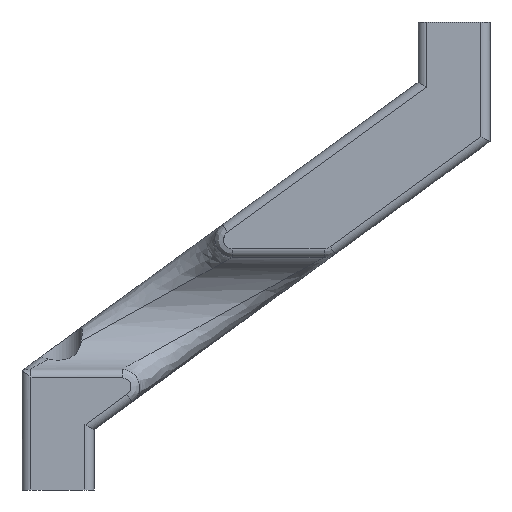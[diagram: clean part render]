
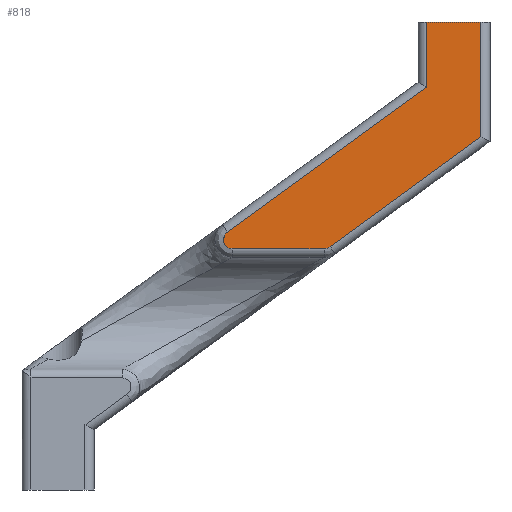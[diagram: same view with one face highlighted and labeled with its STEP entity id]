
A CAD part, front view. The second image highlights one B-rep face of the part: STEP entity #818.
In plain terms, the highlighted planar face has unit normal (0, -1, 0).
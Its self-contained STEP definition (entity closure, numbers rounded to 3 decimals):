
#27=PLANE('',#900);
#44=B_SPLINE_CURVE_WITH_KNOTS('',3,(#1616,#1617,#1618,#1619,#1620,#1621,
#1622),.UNSPECIFIED.,.F.,.F.,(4,1,1,1,4),(0.,0.037,0.055,
0.091,0.128),.UNSPECIFIED.);
#46=B_SPLINE_CURVE_WITH_KNOTS('',3,(#1655,#1656,#1657,#1658),
 .UNSPECIFIED.,.F.,.F.,(4,4),(0.,0.036),.UNSPECIFIED.);
#113=FACE_OUTER_BOUND('',#162,.T.);
#162=EDGE_LOOP('',(#737,#738,#739,#740,#741,#742,#743,#744));
#243=LINE('',#1556,#293);
#245=LINE('',#1563,#295);
#246=LINE('',#1569,#296);
#247=LINE('',#1627,#297);
#249=LINE('',#1660,#299);
#250=LINE('',#1662,#300);
#293=VECTOR('',#1025,10.);
#295=VECTOR('',#1033,10.);
#296=VECTOR('',#1040,10.);
#297=VECTOR('',#1049,10.);
#299=VECTOR('',#1055,10.);
#300=VECTOR('',#1058,10.);
#361=VERTEX_POINT('',#1553);
#362=VERTEX_POINT('',#1555);
#364=VERTEX_POINT('',#1562);
#365=VERTEX_POINT('',#1566);
#366=VERTEX_POINT('',#1568);
#368=VERTEX_POINT('',#1614);
#370=VERTEX_POINT('',#1625);
#371=VERTEX_POINT('',#1653);
#459=EDGE_CURVE('',#362,#361,#243,.T.);
#463=EDGE_CURVE('',#362,#364,#245,.T.);
#466=EDGE_CURVE('',#365,#366,#246,.T.);
#470=EDGE_CURVE('',#368,#365,#44,.T.);
#472=EDGE_CURVE('',#370,#368,#247,.T.);
#476=EDGE_CURVE('',#371,#370,#46,.T.);
#477=EDGE_CURVE('',#364,#371,#249,.T.);
#478=EDGE_CURVE('',#366,#361,#250,.T.);
#737=ORIENTED_EDGE('',*,*,#463,.F.);
#738=ORIENTED_EDGE('',*,*,#459,.T.);
#739=ORIENTED_EDGE('',*,*,#478,.F.);
#740=ORIENTED_EDGE('',*,*,#466,.F.);
#741=ORIENTED_EDGE('',*,*,#470,.F.);
#742=ORIENTED_EDGE('',*,*,#472,.F.);
#743=ORIENTED_EDGE('',*,*,#476,.F.);
#744=ORIENTED_EDGE('',*,*,#477,.F.);
#818=ADVANCED_FACE('',(#113),#27,.T.);
#900=AXIS2_PLACEMENT_3D('',#1985,#1110,#1111);
#1025=DIRECTION('',(-1.,0.,0.));
#1033=DIRECTION('',(0.,0.,-1.));
#1040=DIRECTION('',(0.809,0.,0.588));
#1049=DIRECTION('',(-1.,0.,0.));
#1055=DIRECTION('',(-0.809,0.,-0.588));
#1058=DIRECTION('',(0.,0.,1.));
#1110=DIRECTION('center_axis',(0.,-1.,0.));
#1111=DIRECTION('ref_axis',(0.,0.,-1.));
#1553=CARTESIAN_POINT('',(9.5,-50.6,13.5));
#1555=CARTESIAN_POINT('',(12.5,-50.6,13.5));
#1556=CARTESIAN_POINT('',(9.,-50.6,13.5));
#1562=CARTESIAN_POINT('',(12.5,-50.6,7.118));
#1563=CARTESIAN_POINT('',(12.5,-50.6,3.682));
#1566=CARTESIAN_POINT('',(-1.57,-50.6,1.831));
#1568=CARTESIAN_POINT('',(9.5,-50.6,9.882));
#1569=CARTESIAN_POINT('',(4.059,-50.6,5.925));
#1614=CARTESIAN_POINT('',(-1.316,-50.6,0.913));
#1616=CARTESIAN_POINT('Ctrl Pts',(-1.316,-50.6,0.913));
#1617=CARTESIAN_POINT('Ctrl Pts',(-1.437,-50.6,0.913));
#1618=CARTESIAN_POINT('Ctrl Pts',(-1.621,-50.6,0.978));
#1619=CARTESIAN_POINT('Ctrl Pts',(-1.808,-50.6,1.229));
#1620=CARTESIAN_POINT('Ctrl Pts',(-1.82,-50.6,1.553));
#1621=CARTESIAN_POINT('Ctrl Pts',(-1.668,-50.6,1.76));
#1622=CARTESIAN_POINT('Ctrl Pts',(-1.57,-50.6,1.831));
#1625=CARTESIAN_POINT('',(3.785,-50.6,0.913));
#1627=CARTESIAN_POINT('',(0.,-50.6,0.913));
#1653=CARTESIAN_POINT('',(4.119,-50.6,1.023));
#1655=CARTESIAN_POINT('Ctrl Pts',(4.119,-50.6,1.023));
#1656=CARTESIAN_POINT('Ctrl Pts',(4.023,-50.6,0.953));
#1657=CARTESIAN_POINT('Ctrl Pts',(3.904,-50.6,0.913));
#1658=CARTESIAN_POINT('Ctrl Pts',(3.785,-50.6,0.913));
#1660=CARTESIAN_POINT('',(-4.059,-50.6,-4.925));
#1662=CARTESIAN_POINT('',(9.5,-50.6,7.));
#1985=CARTESIAN_POINT('Origin',(0.,-50.6,0.5));
